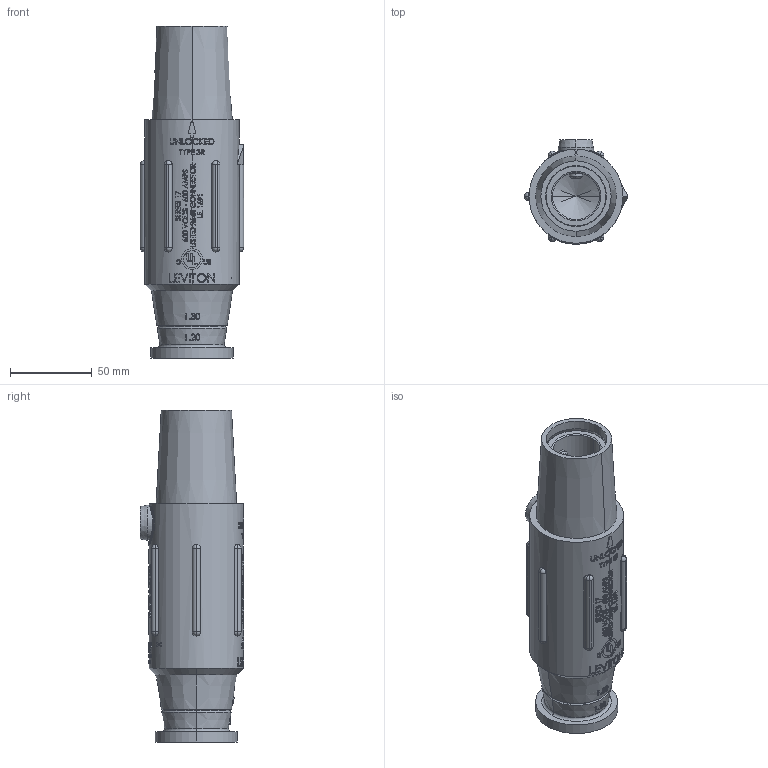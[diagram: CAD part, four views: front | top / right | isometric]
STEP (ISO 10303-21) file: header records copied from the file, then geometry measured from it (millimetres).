
FILE_DESCRIPTION (( 'STEP AP214' ), '1' );
FILE_NAME ('ORB9248-M01.STEP', '2024-11-08T14:30:06', ( '' ), ( '' ), 'SwSTEP 2.0', 'SolidWorks 2024', '' );
FILE_SCHEMA (( 'AUTOMOTIVE_DESIGN' ));
Length unit declared in the file: inch
Products named in the file (8): OG48457-M01; BAB7351-M01; ORB9248-M01; OR48601-M01; OX48601-M01; OX48511-M01; OG48484-M01_OX48484-89-00-00; OX48483-M01_OX48483-01-00-00
Assembly tree (8 placements, depth 3):
  ORB9248-M01
    BAB7351-M01
    OX48483-M01_OX48483-01-00-00
    OG48457-M01
    OR48601-M01
      OX48601-M01
      OX48511-M01
      OG48484-M01_OX48484-89-00-00  x2
Bounding box: 62.99 x 63.5 x 202.73 mm (x, y, z)
Volume: 295092.4 mm3; surface area: 101689.9 mm2
Topology: 7 solids, 7 shells, 2846 faces, 7637 edges, 5034 vertices
Faces by surface type: plane 1401, bspline 869, cylinder 477, cone 61, sphere 22, torus 16
Entity records: 136241 total; most frequent: CARTESIAN_POINT 75049, ORIENTED_EDGE 15010, DIRECTION 9180, EDGE_CURVE 7505, VERTEX_POINT 4963, LINE 3354, VECTOR 3354, EDGE_LOOP 3072
